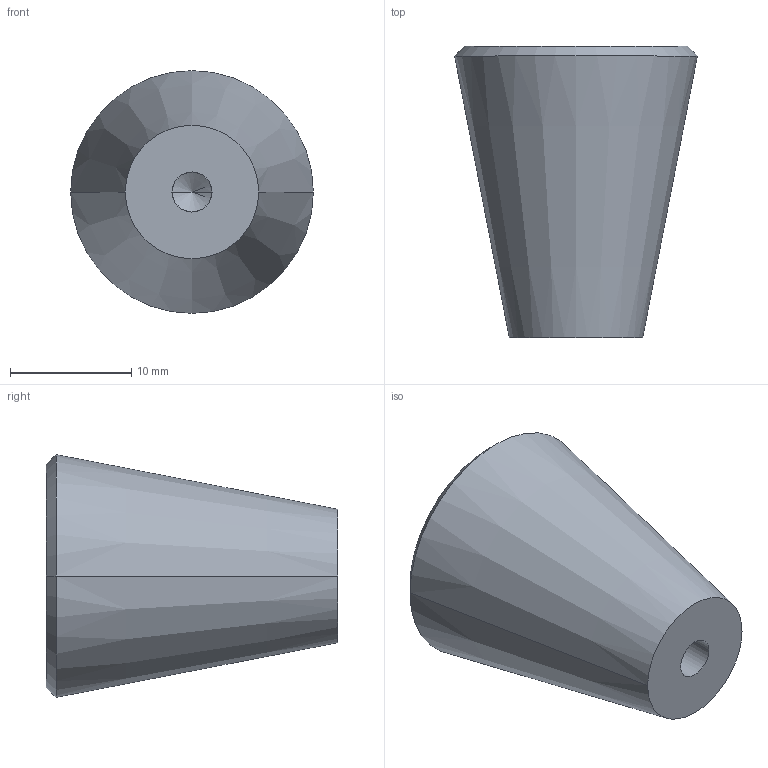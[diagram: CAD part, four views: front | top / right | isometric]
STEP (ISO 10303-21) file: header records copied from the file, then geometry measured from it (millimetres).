
FILE_DESCRIPTION(('Creo Elements/Direct Modeling STEP Export'),'2;1');
FILE_NAME('1403-20.stp','2017-08-31T13:57:21',(''),(''),'Creo Elements/Direct Modeling STEP processor for AP214 (Solid Model)','Creo Elements/Direct Modeling 20.0 12-Nov-2016 (C) Parametric Technology GmbH','');
FILE_SCHEMA(('AUTOMOTIVE_DESIGN { 1 0 10303 214 1 1 1 1 }'));
Length unit declared in the file: millimetre
Products named in the file (1): NI-4207
Bounding box: 20 x 24 x 20 mm (x, y, z)
Volume: 4644.6 mm3; surface area: 1684.7 mm2
Topology: 1 solids, 1 shells, 13 faces, 26 edges, 15 vertices
Faces by surface type: cone 6, cylinder 4, plane 3
Entity records: 331 total; most frequent: DIRECTION 52, ORIENTED_EDGE 48, CARTESIAN_POINT 46, EDGE_CURVE 24, AXIS2_PLACEMENT_3D 21, VERTEX_POINT 15, EDGE_LOOP 15, FACE_OUTER_BOUND 13
